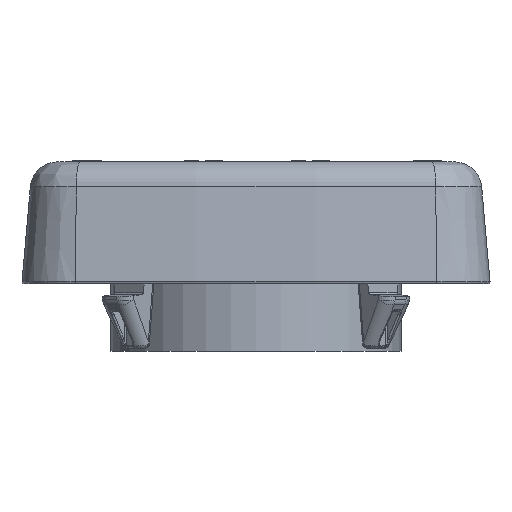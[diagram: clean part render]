
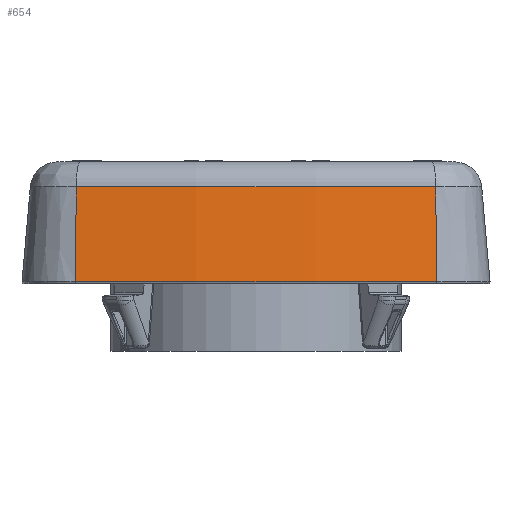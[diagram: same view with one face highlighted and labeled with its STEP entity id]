
A CAD part, left-side view. The second image highlights one B-rep face of the part: STEP entity #654.
In plain terms, the highlighted conical face has half-angle 5 degrees and reference radius 182.518 mm.
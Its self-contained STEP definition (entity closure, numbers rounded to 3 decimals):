
#354=CONICAL_SURFACE('',#27459,182.518,5.);
#654=ADVANCED_FACE('',(#3237),#354,.T.);
#3237=FACE_OUTER_BOUND('',#4677,.T.);
#4677=EDGE_LOOP('',(#12981,#12982,#12983,#12984));
#6264=LINE('',#36479,#9553);
#6265=LINE('',#36483,#9554);
#9553=VECTOR('',#29475,1.);
#9554=VECTOR('',#29480,1.);
#12981=ORIENTED_EDGE('',*,*,#23189,.F.);
#12982=ORIENTED_EDGE('',*,*,#23188,.T.);
#12983=ORIENTED_EDGE('',*,*,#23171,.F.);
#12984=ORIENTED_EDGE('',*,*,#23190,.F.);
#20639=VERTEX_POINT('',#36440);
#20641=VERTEX_POINT('',#36446);
#20649=VERTEX_POINT('',#36478);
#20650=VERTEX_POINT('',#36482);
#23171=EDGE_CURVE('',#20641,#20639,#26972,.T.);
#23188=EDGE_CURVE('',#20649,#20639,#6264,.T.);
#23189=EDGE_CURVE('',#20649,#20650,#26984,.T.);
#23190=EDGE_CURVE('',#20650,#20641,#6265,.T.);
#26972=CIRCLE('',#27437,183.033);
#26984=CIRCLE('',#27458,182.003);
#27437=AXIS2_PLACEMENT_3D('',#36445,#29430,#29431);
#27458=AXIS2_PLACEMENT_3D('',#36481,#29478,#29479);
#27459=AXIS2_PLACEMENT_3D('',#36484,#29481,#29482);
#29430=DIRECTION('',(0.,0.,-1.));
#29431=DIRECTION('',(-0.992,-0.123,0.));
#29475=DIRECTION('',(-0.086,0.011,-0.996));
#29478=DIRECTION('',(0.,0.,1.));
#29479=DIRECTION('',(-0.992,0.123,0.));
#29480=DIRECTION('',(-0.086,-0.011,-0.996));
#29481=DIRECTION('',(0.,0.,-1.));
#29482=DIRECTION('',(1.,0.,0.));
#36440=CARTESIAN_POINT('',(-73.405,22.423,-0.383));
#36445=CARTESIAN_POINT('',(108.25,0.,-0.383));
#36446=CARTESIAN_POINT('',(-73.405,-22.423,-0.383));
#36478=CARTESIAN_POINT('',(-72.382,22.297,11.396));
#36479=CARTESIAN_POINT('',(-72.382,22.297,11.396));
#36481=CARTESIAN_POINT('',(108.25,0.,11.396));
#36482=CARTESIAN_POINT('',(-72.382,-22.297,11.396));
#36483=CARTESIAN_POINT('',(-72.382,-22.297,11.396));
#36484=CARTESIAN_POINT('',(108.25,0.,5.507));
